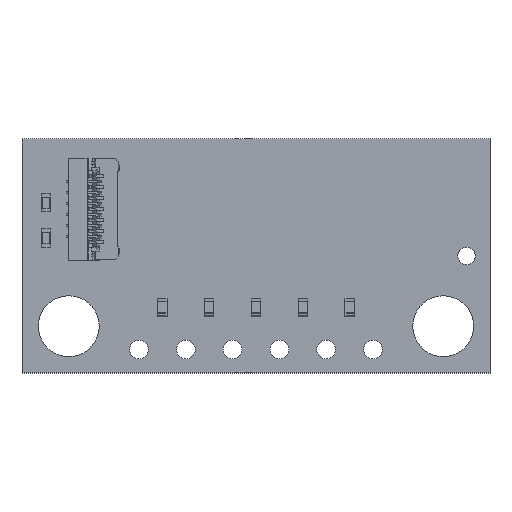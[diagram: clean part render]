
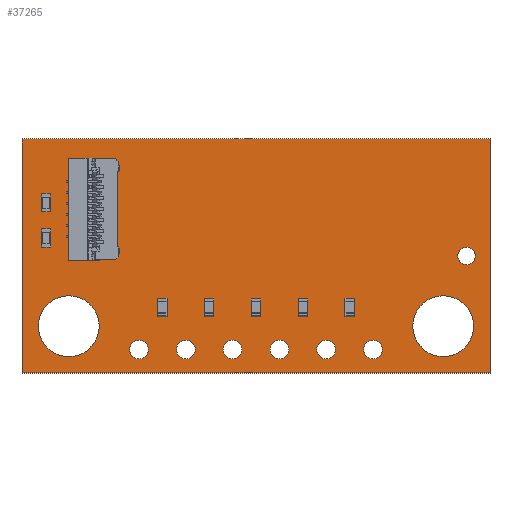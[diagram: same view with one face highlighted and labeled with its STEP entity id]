
A CAD part, top view. The second image highlights one B-rep face of the part: STEP entity #37265.
In plain terms, the highlighted planar face has unit normal (0, 0, 1).
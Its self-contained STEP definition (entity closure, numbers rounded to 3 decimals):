
#37054 = VERTEX_POINT('',#37055);
#37055 = CARTESIAN_POINT('',(25.4,-12.7,0.82));
#37061 = EDGE_CURVE('',#37054,#37062,#37064,.T.);
#37062 = VERTEX_POINT('',#37063);
#37063 = CARTESIAN_POINT('',(0.,-12.7,0.82));
#37064 = LINE('',#37065,#37066);
#37065 = CARTESIAN_POINT('',(25.4,-12.7,0.82));
#37066 = VECTOR('',#37067,1.);
#37067 = DIRECTION('',(-1.,0.,0.));
#37094 = VERTEX_POINT('',#37095);
#37095 = CARTESIAN_POINT('',(25.4,0.,0.82));
#37101 = EDGE_CURVE('',#37094,#37054,#37102,.T.);
#37102 = LINE('',#37103,#37104);
#37103 = CARTESIAN_POINT('',(25.4,0.,0.82));
#37104 = VECTOR('',#37105,1.);
#37105 = DIRECTION('',(0.,-1.,0.));
#37123 = EDGE_CURVE('',#37062,#37124,#37126,.T.);
#37124 = VERTEX_POINT('',#37125);
#37125 = CARTESIAN_POINT('',(0.,0.,0.82));
#37126 = LINE('',#37127,#37128);
#37127 = CARTESIAN_POINT('',(0.,-12.7,0.82));
#37128 = VECTOR('',#37129,1.);
#37129 = DIRECTION('',(0.,1.,0.));
#37265 = ADVANCED_FACE('',(#37266,#37277,#37288,#37299,#37310,#37321,
    #37332,#37343,#37354,#37365),#37376,.T.);
#37266 = FACE_BOUND('',#37267,.T.);
#37267 = EDGE_LOOP('',(#37268,#37269,#37270,#37276));
#37268 = ORIENTED_EDGE('',*,*,#37061,.F.);
#37269 = ORIENTED_EDGE('',*,*,#37101,.F.);
#37270 = ORIENTED_EDGE('',*,*,#37271,.F.);
#37271 = EDGE_CURVE('',#37124,#37094,#37272,.T.);
#37272 = LINE('',#37273,#37274);
#37273 = CARTESIAN_POINT('',(0.,0.,0.82));
#37274 = VECTOR('',#37275,1.);
#37275 = DIRECTION('',(1.,0.,0.));
#37276 = ORIENTED_EDGE('',*,*,#37123,.F.);
#37277 = FACE_BOUND('',#37278,.T.);
#37278 = EDGE_LOOP('',(#37279));
#37279 = ORIENTED_EDGE('',*,*,#37280,.T.);
#37280 = EDGE_CURVE('',#37281,#37281,#37283,.T.);
#37281 = VERTEX_POINT('',#37282);
#37282 = CARTESIAN_POINT('',(6.35,-11.938,0.82));
#37283 = CIRCLE('',#37284,0.508);
#37284 = AXIS2_PLACEMENT_3D('',#37285,#37286,#37287);
#37285 = CARTESIAN_POINT('',(6.35,-11.43,0.82));
#37286 = DIRECTION('',(-0.,0.,-1.));
#37287 = DIRECTION('',(-0.,-1.,0.));
#37288 = FACE_BOUND('',#37289,.T.);
#37289 = EDGE_LOOP('',(#37290));
#37290 = ORIENTED_EDGE('',*,*,#37291,.T.);
#37291 = EDGE_CURVE('',#37292,#37292,#37294,.T.);
#37292 = VERTEX_POINT('',#37293);
#37293 = CARTESIAN_POINT('',(8.89,-11.938,0.82));
#37294 = CIRCLE('',#37295,0.508);
#37295 = AXIS2_PLACEMENT_3D('',#37296,#37297,#37298);
#37296 = CARTESIAN_POINT('',(8.89,-11.43,0.82));
#37297 = DIRECTION('',(-0.,0.,-1.));
#37298 = DIRECTION('',(-0.,-1.,0.));
#37299 = FACE_BOUND('',#37300,.T.);
#37300 = EDGE_LOOP('',(#37301));
#37301 = ORIENTED_EDGE('',*,*,#37302,.T.);
#37302 = EDGE_CURVE('',#37303,#37303,#37305,.T.);
#37303 = VERTEX_POINT('',#37304);
#37304 = CARTESIAN_POINT('',(11.43,-11.938,0.82));
#37305 = CIRCLE('',#37306,0.508);
#37306 = AXIS2_PLACEMENT_3D('',#37307,#37308,#37309);
#37307 = CARTESIAN_POINT('',(11.43,-11.43,0.82));
#37308 = DIRECTION('',(-0.,0.,-1.));
#37309 = DIRECTION('',(-0.,-1.,0.));
#37310 = FACE_BOUND('',#37311,.T.);
#37311 = EDGE_LOOP('',(#37312));
#37312 = ORIENTED_EDGE('',*,*,#37313,.T.);
#37313 = EDGE_CURVE('',#37314,#37314,#37316,.T.);
#37314 = VERTEX_POINT('',#37315);
#37315 = CARTESIAN_POINT('',(2.54,-11.811,0.82));
#37316 = CIRCLE('',#37317,1.651);
#37317 = AXIS2_PLACEMENT_3D('',#37318,#37319,#37320);
#37318 = CARTESIAN_POINT('',(2.54,-10.16,0.82));
#37319 = DIRECTION('',(-0.,0.,-1.));
#37320 = DIRECTION('',(-0.,-1.,0.));
#37321 = FACE_BOUND('',#37322,.T.);
#37322 = EDGE_LOOP('',(#37323));
#37323 = ORIENTED_EDGE('',*,*,#37324,.T.);
#37324 = EDGE_CURVE('',#37325,#37325,#37327,.T.);
#37325 = VERTEX_POINT('',#37326);
#37326 = CARTESIAN_POINT('',(13.97,-11.938,0.82));
#37327 = CIRCLE('',#37328,0.508);
#37328 = AXIS2_PLACEMENT_3D('',#37329,#37330,#37331);
#37329 = CARTESIAN_POINT('',(13.97,-11.43,0.82));
#37330 = DIRECTION('',(-0.,0.,-1.));
#37331 = DIRECTION('',(0.,-1.,-0.));
#37332 = FACE_BOUND('',#37333,.T.);
#37333 = EDGE_LOOP('',(#37334));
#37334 = ORIENTED_EDGE('',*,*,#37335,.T.);
#37335 = EDGE_CURVE('',#37336,#37336,#37338,.T.);
#37336 = VERTEX_POINT('',#37337);
#37337 = CARTESIAN_POINT('',(16.51,-11.938,0.82));
#37338 = CIRCLE('',#37339,0.508);
#37339 = AXIS2_PLACEMENT_3D('',#37340,#37341,#37342);
#37340 = CARTESIAN_POINT('',(16.51,-11.43,0.82));
#37341 = DIRECTION('',(-0.,0.,-1.));
#37342 = DIRECTION('',(0.,-1.,-0.));
#37343 = FACE_BOUND('',#37344,.T.);
#37344 = EDGE_LOOP('',(#37345));
#37345 = ORIENTED_EDGE('',*,*,#37346,.T.);
#37346 = EDGE_CURVE('',#37347,#37347,#37349,.T.);
#37347 = VERTEX_POINT('',#37348);
#37348 = CARTESIAN_POINT('',(19.05,-11.938,0.82));
#37349 = CIRCLE('',#37350,0.508);
#37350 = AXIS2_PLACEMENT_3D('',#37351,#37352,#37353);
#37351 = CARTESIAN_POINT('',(19.05,-11.43,0.82));
#37352 = DIRECTION('',(-0.,0.,-1.));
#37353 = DIRECTION('',(-0.,-1.,0.));
#37354 = FACE_BOUND('',#37355,.T.);
#37355 = EDGE_LOOP('',(#37356));
#37356 = ORIENTED_EDGE('',*,*,#37357,.T.);
#37357 = EDGE_CURVE('',#37358,#37358,#37360,.T.);
#37358 = VERTEX_POINT('',#37359);
#37359 = CARTESIAN_POINT('',(22.86,-11.811,0.82));
#37360 = CIRCLE('',#37361,1.651);
#37361 = AXIS2_PLACEMENT_3D('',#37362,#37363,#37364);
#37362 = CARTESIAN_POINT('',(22.86,-10.16,0.82));
#37363 = DIRECTION('',(-0.,0.,-1.));
#37364 = DIRECTION('',(-0.,-1.,0.));
#37365 = FACE_BOUND('',#37366,.T.);
#37366 = EDGE_LOOP('',(#37367));
#37367 = ORIENTED_EDGE('',*,*,#37368,.T.);
#37368 = EDGE_CURVE('',#37369,#37369,#37371,.T.);
#37369 = VERTEX_POINT('',#37370);
#37370 = CARTESIAN_POINT('',(24.13,-6.825,0.82));
#37371 = CIRCLE('',#37372,0.475);
#37372 = AXIS2_PLACEMENT_3D('',#37373,#37374,#37375);
#37373 = CARTESIAN_POINT('',(24.13,-6.35,0.82));
#37374 = DIRECTION('',(-0.,0.,-1.));
#37375 = DIRECTION('',(0.,-1.,0.));
#37376 = PLANE('',#37377);
#37377 = AXIS2_PLACEMENT_3D('',#37378,#37379,#37380);
#37378 = CARTESIAN_POINT('',(0.,0.,0.82));
#37379 = DIRECTION('',(0.,0.,1.));
#37380 = DIRECTION('',(1.,0.,-0.));
